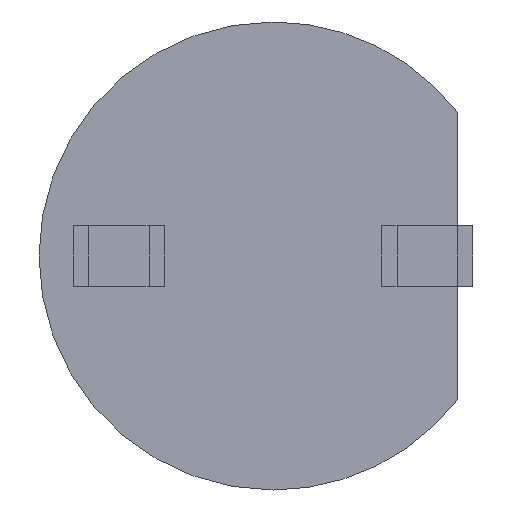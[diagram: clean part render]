
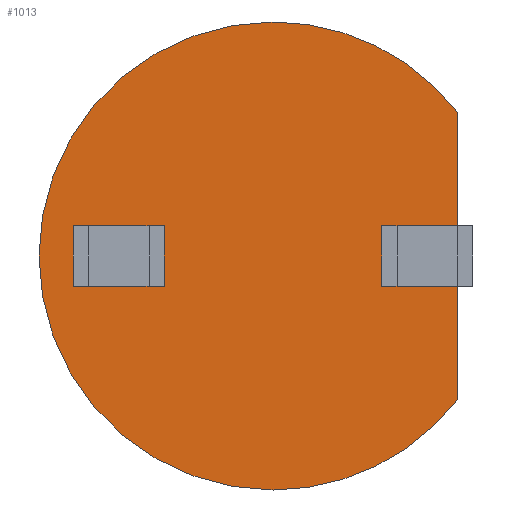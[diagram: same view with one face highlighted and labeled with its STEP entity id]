
A CAD part, front view. The second image highlights one B-rep face of the part: STEP entity #1013.
In plain terms, the highlighted planar face has unit normal (0, -1, 0).
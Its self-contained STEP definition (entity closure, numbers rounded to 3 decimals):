
#11 = DIRECTION ( 'NONE',  ( 0., 1., 0. ) ) ;
#33 = VERTEX_POINT ( 'NONE', #1057 ) ;
#36 = VERTEX_POINT ( 'NONE', #977 ) ;
#51 = CARTESIAN_POINT ( 'NONE',  ( 0., 5.82, 1.925 ) ) ;
#72 = CARTESIAN_POINT ( 'NONE',  ( 0., 5.82, 0. ) ) ;
#89 = CARTESIAN_POINT ( 'NONE',  ( 0., 5.82, 0. ) ) ;
#101 = DIRECTION ( 'NONE',  ( 0., 0., 1. ) ) ;
#242 = PLANE ( 'NONE',  #695 ) ;
#252 = AXIS2_PLACEMENT_3D ( 'NONE', #72, #1158, #429 ) ;
#356 = VECTOR ( 'NONE', #464, 1000. ) ;
#368 = DIRECTION ( 'NONE',  ( 0., 1., 0. ) ) ;
#374 = CARTESIAN_POINT ( 'NONE',  ( 1.52, 5.82, -1.181 ) ) ;
#383 = CARTESIAN_POINT ( 'NONE',  ( 0., 5.82, 0. ) ) ;
#429 = DIRECTION ( 'NONE',  ( 0., 0., 1. ) ) ;
#442 = AXIS2_PLACEMENT_3D ( 'NONE', #89, #11, #990 ) ;
#464 = DIRECTION ( 'NONE',  ( 0., 0., -1. ) ) ;
#488 = EDGE_LOOP ( 'NONE', ( #623, #1137, #1104, #868 ) ) ;
#543 = CARTESIAN_POINT ( 'NONE',  ( 0., 5.82, 0. ) ) ;
#599 = AXIS2_PLACEMENT_3D ( 'NONE', #383, #1010, #101 ) ;
#610 = DIRECTION ( 'NONE',  ( 0., 0., 1. ) ) ;
#623 = ORIENTED_EDGE ( 'NONE', *, *, #632, .F. ) ;
#632 = EDGE_CURVE ( 'NONE', #33, #36, #963, .T. ) ;
#690 = EDGE_CURVE ( 'NONE', #852, #1034, #890, .T. ) ;
#695 = AXIS2_PLACEMENT_3D ( 'NONE', #543, #368, #610 ) ;
#763 = CIRCLE ( 'NONE', #442, 1.925 ) ;
#799 = EDGE_CURVE ( 'NONE', #1034, #33, #935, .T. ) ;
#803 = FACE_OUTER_BOUND ( 'NONE', #488, .T. ) ;
#852 = VERTEX_POINT ( 'NONE', #51 ) ;
#868 = ORIENTED_EDGE ( 'NONE', *, *, #1079, .F. ) ;
#890 = CIRCLE ( 'NONE', #599, 1.925 ) ;
#935 = LINE ( 'NONE', #374, #356 ) ;
#963 = CIRCLE ( 'NONE', #252, 1.925 ) ;
#977 = CARTESIAN_POINT ( 'NONE',  ( 0., 5.82, -1.925 ) ) ;
#990 = DIRECTION ( 'NONE',  ( 0., 0., 1. ) ) ;
#1007 = CARTESIAN_POINT ( 'NONE',  ( 1.52, 5.82, 1.181 ) ) ;
#1010 = DIRECTION ( 'NONE',  ( 0., 1., 0. ) ) ;
#1013 = ADVANCED_FACE ( 'NONE', ( #803 ), #242, .F. ) ;
#1034 = VERTEX_POINT ( 'NONE', #1007 ) ;
#1057 = CARTESIAN_POINT ( 'NONE',  ( 1.52, 5.82, -1.181 ) ) ;
#1079 = EDGE_CURVE ( 'NONE', #36, #852, #763, .T. ) ;
#1104 = ORIENTED_EDGE ( 'NONE', *, *, #690, .F. ) ;
#1137 = ORIENTED_EDGE ( 'NONE', *, *, #799, .F. ) ;
#1158 = DIRECTION ( 'NONE',  ( 0., 1., 0. ) ) ;
